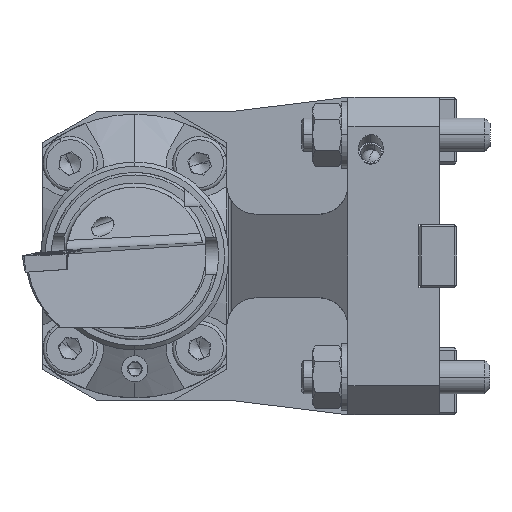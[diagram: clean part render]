
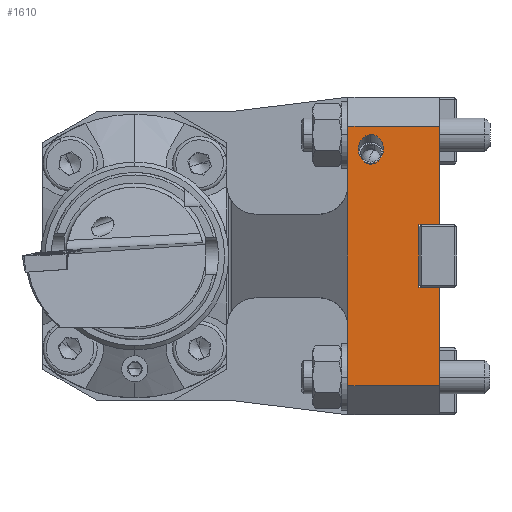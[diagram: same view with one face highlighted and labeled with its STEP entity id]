
A CAD part, left-side view. The second image highlights one B-rep face of the part: STEP entity #1610.
In plain terms, the highlighted planar face has unit normal (-1, 0, 0).
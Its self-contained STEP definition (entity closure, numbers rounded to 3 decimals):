
#849 = DIRECTION ( 'NONE',  ( 0., 1., 0. ) ) ;
#1610 = ADVANCED_FACE ( 'NONE', ( #20013, #12095 ), #3347, .T. ) ;
#2214 = VECTOR ( 'NONE', #35893, 1000. ) ;
#2317 =( BOUNDED_CURVE ( )  B_SPLINE_CURVE ( 3, ( #18039, #21030, #21274, #3486 ),
 .UNSPECIFIED., .F., .T. ) 
 B_SPLINE_CURVE_WITH_KNOTS ( ( 4, 4 ),
 ( 3.142, 6.283 ),
 .UNSPECIFIED. ) 
 CURVE ( )  GEOMETRIC_REPRESENTATION_ITEM ( )  RATIONAL_B_SPLINE_CURVE ( ( 1., 0.333, 0.333, 1. ) ) 
 REPRESENTATION_ITEM ( '' )  );
#2350 = VERTEX_POINT ( 'NONE', #16186 ) ;
#2445 = ORIENTED_EDGE ( 'NONE', *, *, #24067, .F. ) ;
#2655 = EDGE_CURVE ( 'NONE', #4780, #23818, #23596, .T. ) ;
#2724 = CARTESIAN_POINT ( 'NONE',  ( -45., 0., 7.5 ) ) ;
#3347 = PLANE ( 'NONE',  #32076 ) ;
#3486 = CARTESIAN_POINT ( 'NONE',  ( -45., 16.5, 29.055 ) ) ;
#3841 = ORIENTED_EDGE ( 'NONE', *, *, #28567, .T. ) ;
#4780 = VERTEX_POINT ( 'NONE', #13613 ) ;
#4865 = VECTOR ( 'NONE', #34373, 1000. ) ;
#4886 = VERTEX_POINT ( 'NONE', #11459 ) ;
#5413 = LINE ( 'NONE', #34672, #12378 ) ;
#5642 = ORIENTED_EDGE ( 'NONE', *, *, #19007, .F. ) ;
#6037 = ORIENTED_EDGE ( 'NONE', *, *, #12509, .F. ) ;
#6255 = CARTESIAN_POINT ( 'NONE',  ( -45., 5., 7.5 ) ) ;
#6337 = DIRECTION ( 'NONE',  ( 0., 0., 1. ) ) ;
#6457 = CARTESIAN_POINT ( 'NONE',  ( -45., 22., 31. ) ) ;
#6744 = DIRECTION ( 'NONE',  ( 0., 0., -1. ) ) ;
#6791 = CARTESIAN_POINT ( 'NONE',  ( -45., 22., 31. ) ) ;
#7027 = VECTOR ( 'NONE', #6744, 1000. ) ;
#7223 = EDGE_LOOP ( 'NONE', ( #33968, #13441 ) ) ;
#8003 = EDGE_CURVE ( 'NONE', #35830, #4886, #2317, .T. ) ;
#8729 = EDGE_CURVE ( 'NONE', #18047, #23860, #5413, .T. ) ;
#8780 = ORIENTED_EDGE ( 'NONE', *, *, #11821, .T. ) ;
#9213 = CARTESIAN_POINT ( 'NONE',  ( -45., 22., 38. ) ) ;
#10254 =( BOUNDED_CURVE ( )  B_SPLINE_CURVE ( 3, ( #13514, #10484, #37180, #19461 ),
 .UNSPECIFIED., .F., .F. ) 
 B_SPLINE_CURVE_WITH_KNOTS ( ( 4, 4 ),
 ( 0., 3.142 ),
 .UNSPECIFIED. ) 
 CURVE ( )  GEOMETRIC_REPRESENTATION_ITEM ( )  RATIONAL_B_SPLINE_CURVE ( ( 1., 0.333, 0.333, 1. ) ) 
 REPRESENTATION_ITEM ( '' )  );
#10484 = CARTESIAN_POINT ( 'NONE',  ( -45., 22.5, 29.055 ) ) ;
#11049 = CARTESIAN_POINT ( 'NONE',  ( -45., 5., -7.5 ) ) ;
#11385 = ORIENTED_EDGE ( 'NONE', *, *, #2655, .T. ) ;
#11459 = CARTESIAN_POINT ( 'NONE',  ( -45., 16.5, 29.055 ) ) ;
#11784 = EDGE_CURVE ( 'NONE', #30590, #15720, #22807, .T. ) ;
#11821 = EDGE_CURVE ( 'NONE', #2350, #24650, #29700, .T. ) ;
#12095 = FACE_OUTER_BOUND ( 'NONE', #17938, .T. ) ;
#12378 = VECTOR ( 'NONE', #17017, 1000. ) ;
#12509 = EDGE_CURVE ( 'NONE', #33827, #23860, #30111, .T. ) ;
#12538 = VECTOR ( 'NONE', #25718, 1000. ) ;
#13382 = LINE ( 'NONE', #38217, #29072 ) ;
#13441 = ORIENTED_EDGE ( 'NONE', *, *, #8003, .F. ) ;
#13514 = CARTESIAN_POINT ( 'NONE',  ( -45., 16.5, 29.055 ) ) ;
#13613 = CARTESIAN_POINT ( 'NONE',  ( -45., 0., 31. ) ) ;
#15059 = CARTESIAN_POINT ( 'NONE',  ( -45., 22., 38. ) ) ;
#15375 = CARTESIAN_POINT ( 'NONE',  ( -45., 0., -7.5 ) ) ;
#15593 = CARTESIAN_POINT ( 'NONE',  ( -45., 22., -17. ) ) ;
#15720 = VERTEX_POINT ( 'NONE', #30062 ) ;
#15749 = CARTESIAN_POINT ( 'NONE',  ( -45., 0., 38. ) ) ;
#15886 = DIRECTION ( 'NONE',  ( 0., -1., 0. ) ) ;
#16186 = CARTESIAN_POINT ( 'NONE',  ( -45., 5., 7.5 ) ) ;
#16727 = CARTESIAN_POINT ( 'NONE',  ( -45., 0., 38. ) ) ;
#17017 = DIRECTION ( 'NONE',  ( 0., 0., -1. ) ) ;
#17938 = EDGE_LOOP ( 'NONE', ( #19538, #5642, #8780, #2445, #11385, #3841, #36111, #6037, #19742, #24744 ) ) ;
#18023 = LINE ( 'NONE', #9213, #2214 ) ;
#18039 = CARTESIAN_POINT ( 'NONE',  ( -45., 16.5, 22.152 ) ) ;
#18047 = VERTEX_POINT ( 'NONE', #25246 ) ;
#19007 = EDGE_CURVE ( 'NONE', #2350, #21405, #23131, .T. ) ;
#19461 = CARTESIAN_POINT ( 'NONE',  ( -45., 16.5, 22.152 ) ) ;
#19538 = ORIENTED_EDGE ( 'NONE', *, *, #19754, .F. ) ;
#19742 = ORIENTED_EDGE ( 'NONE', *, *, #33879, .T. ) ;
#19754 = EDGE_CURVE ( 'NONE', #21405, #30590, #36013, .T. ) ;
#20013 = FACE_BOUND ( 'NONE', #7223, .T. ) ;
#21030 = CARTESIAN_POINT ( 'NONE',  ( -45., 10.5, 22.152 ) ) ;
#21052 = DIRECTION ( 'NONE',  ( 0., 0., -1. ) ) ;
#21274 = CARTESIAN_POINT ( 'NONE',  ( -45., 10.5, 29.055 ) ) ;
#21405 = VERTEX_POINT ( 'NONE', #11049 ) ;
#21452 = VECTOR ( 'NONE', #35826, 1000. ) ;
#22807 = LINE ( 'NONE', #15749, #7027 ) ;
#23131 = LINE ( 'NONE', #6255, #37031 ) ;
#23596 = LINE ( 'NONE', #6791, #29559 ) ;
#23818 = VERTEX_POINT ( 'NONE', #6457 ) ;
#23860 = VERTEX_POINT ( 'NONE', #15593 ) ;
#24067 = EDGE_CURVE ( 'NONE', #4780, #24650, #35416, .T. ) ;
#24078 = DIRECTION ( 'NONE',  ( -1., 0., 0. ) ) ;
#24650 = VERTEX_POINT ( 'NONE', #2724 ) ;
#24744 = ORIENTED_EDGE ( 'NONE', *, *, #11784, .F. ) ;
#25246 = CARTESIAN_POINT ( 'NONE',  ( -45., 22., 17. ) ) ;
#25718 = DIRECTION ( 'NONE',  ( 0., 0., 1. ) ) ;
#26155 = CARTESIAN_POINT ( 'NONE',  ( -45., 22., -31. ) ) ;
#26262 = CARTESIAN_POINT ( 'NONE',  ( -45., 16.5, 22.152 ) ) ;
#26839 = CARTESIAN_POINT ( 'NONE',  ( -45., 5., -7.5 ) ) ;
#28567 = EDGE_CURVE ( 'NONE', #23818, #18047, #18023, .T. ) ;
#28828 = EDGE_CURVE ( 'NONE', #4886, #35830, #10254, .T. ) ;
#29072 = VECTOR ( 'NONE', #35101, 1000. ) ;
#29559 = VECTOR ( 'NONE', #849, 1000. ) ;
#29700 = LINE ( 'NONE', #33560, #36700 ) ;
#30062 = CARTESIAN_POINT ( 'NONE',  ( -45., 0., -31. ) ) ;
#30111 = LINE ( 'NONE', #37504, #12538 ) ;
#30590 = VERTEX_POINT ( 'NONE', #15375 ) ;
#32076 = AXIS2_PLACEMENT_3D ( 'NONE', #15059, #24078, #6337 ) ;
#33560 = CARTESIAN_POINT ( 'NONE',  ( -45., 5., 7.5 ) ) ;
#33827 = VERTEX_POINT ( 'NONE', #26155 ) ;
#33879 = EDGE_CURVE ( 'NONE', #33827, #15720, #13382, .T. ) ;
#33968 = ORIENTED_EDGE ( 'NONE', *, *, #28828, .F. ) ;
#34373 = DIRECTION ( 'NONE',  ( 0., 0., -1. ) ) ;
#34672 = CARTESIAN_POINT ( 'NONE',  ( -45., 22., 38. ) ) ;
#35101 = DIRECTION ( 'NONE',  ( 0., -1., 0. ) ) ;
#35416 = LINE ( 'NONE', #16727, #4865 ) ;
#35826 = DIRECTION ( 'NONE',  ( 0., -1., 0. ) ) ;
#35830 = VERTEX_POINT ( 'NONE', #26262 ) ;
#35893 = DIRECTION ( 'NONE',  ( 0., 0., -1. ) ) ;
#36013 = LINE ( 'NONE', #26839, #21452 ) ;
#36111 = ORIENTED_EDGE ( 'NONE', *, *, #8729, .T. ) ;
#36700 = VECTOR ( 'NONE', #15886, 1000. ) ;
#37031 = VECTOR ( 'NONE', #21052, 1000. ) ;
#37180 = CARTESIAN_POINT ( 'NONE',  ( -45., 22.5, 22.152 ) ) ;
#37504 = CARTESIAN_POINT ( 'NONE',  ( -45., 22., -38. ) ) ;
#38217 = CARTESIAN_POINT ( 'NONE',  ( -45., 22., -31. ) ) ;
